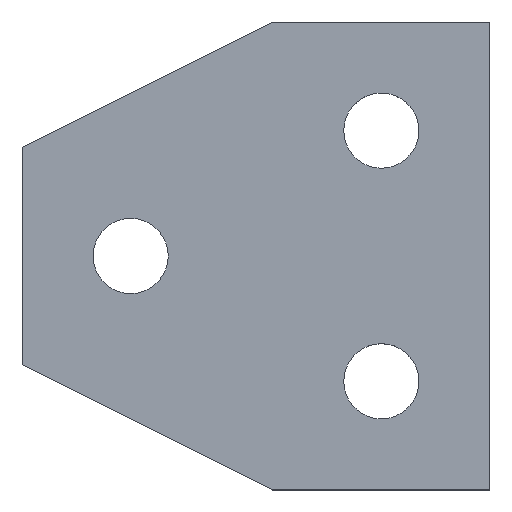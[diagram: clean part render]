
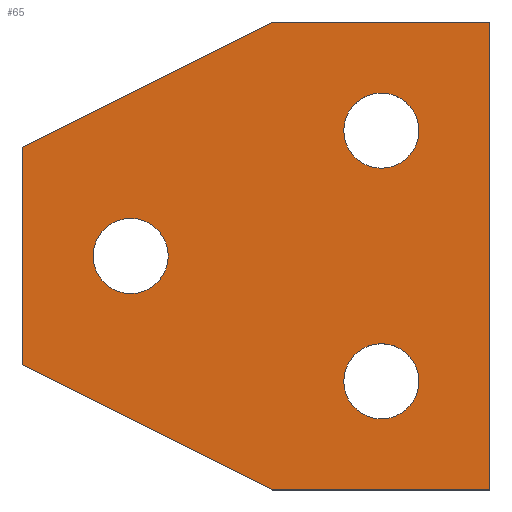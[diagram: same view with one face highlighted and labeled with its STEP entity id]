
A CAD part, top view. The second image highlights one B-rep face of the part: STEP entity #65.
In plain terms, the highlighted planar face has unit normal (0, 0, 1).
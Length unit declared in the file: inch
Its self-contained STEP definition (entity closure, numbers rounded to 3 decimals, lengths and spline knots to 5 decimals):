
#65=ADVANCED_FACE('',(#125,#126,#127,#128),#129,.T.);
#125=FACE_BOUND('',#196,.T.);
#126=FACE_BOUND('',#197,.T.);
#127=FACE_BOUND('',#198,.T.);
#128=FACE_OUTER_BOUND('',#199,.T.);
#129=PLANE('',#200);
#196=EDGE_LOOP('',(#278,#279));
#197=EDGE_LOOP('',(#280,#281));
#198=EDGE_LOOP('',(#282,#283));
#199=EDGE_LOOP('',(#284,#285,#286,#287,#288,#289));
#200=AXIS2_PLACEMENT_3D('',#290,#291,#292);
#278=ORIENTED_EDGE('',*,*,#398,.F.);
#279=ORIENTED_EDGE('',*,*,#386,.F.);
#280=ORIENTED_EDGE('',*,*,#399,.F.);
#281=ORIENTED_EDGE('',*,*,#400,.F.);
#282=ORIENTED_EDGE('',*,*,#378,.F.);
#283=ORIENTED_EDGE('',*,*,#401,.F.);
#284=ORIENTED_EDGE('',*,*,#402,.F.);
#285=ORIENTED_EDGE('',*,*,#388,.F.);
#286=ORIENTED_EDGE('',*,*,#403,.F.);
#287=ORIENTED_EDGE('',*,*,#393,.F.);
#288=ORIENTED_EDGE('',*,*,#404,.F.);
#289=ORIENTED_EDGE('',*,*,#405,.F.);
#290=CARTESIAN_POINT('',(1.16997,0.,0.25));
#291=DIRECTION('',(0.0,0.0,1.0));
#292=DIRECTION('',(1.0,0.0,0.0));
#378=EDGE_CURVE('',#429,#431,#432,.T.);
#386=EDGE_CURVE('',#443,#439,#445,.T.);
#388=EDGE_CURVE('',#447,#448,#449,.T.);
#393=EDGE_CURVE('',#456,#457,#458,.T.);
#398=EDGE_CURVE('',#439,#443,#465,.T.);
#399=EDGE_CURVE('',#466,#467,#468,.T.);
#400=EDGE_CURVE('',#467,#466,#469,.T.);
#401=EDGE_CURVE('',#431,#429,#470,.T.);
#402=EDGE_CURVE('',#448,#471,#472,.T.);
#403=EDGE_CURVE('',#457,#447,#473,.T.);
#404=EDGE_CURVE('',#474,#456,#475,.T.);
#405=EDGE_CURVE('',#471,#474,#476,.T.);
#429=VERTEX_POINT('',#504);
#431=VERTEX_POINT('',#507);
#432=CIRCLE('',#508,0.28125);
#439=VERTEX_POINT('',#516);
#443=VERTEX_POINT('',#521);
#445=CIRCLE('',#524,0.28125);
#447=VERTEX_POINT('',#526);
#448=VERTEX_POINT('',#527);
#449=LINE('',#528,#529);
#456=VERTEX_POINT('',#539);
#457=VERTEX_POINT('',#540);
#458=LINE('',#541,#542);
#465=CIRCLE('',#552,0.28125);
#466=VERTEX_POINT('',#553);
#467=VERTEX_POINT('',#554);
#468=CIRCLE('',#555,0.28125);
#469=CIRCLE('',#556,0.28125);
#470=CIRCLE('',#557,0.28125);
#471=VERTEX_POINT('',#558);
#472=LINE('',#559,#560);
#473=LINE('',#561,#562);
#474=VERTEX_POINT('',#563);
#475=LINE('',#564,#565);
#476=LINE('',#566,#567);
#504=CARTESIAN_POINT('',(2.15625,0.9375,0.25));
#507=CARTESIAN_POINT('',(1.59375,0.9375,0.25));
#508=AXIS2_PLACEMENT_3D('',#602,#603,#604);
#516=CARTESIAN_POINT('',(2.15625,-0.9375,0.25));
#521=CARTESIAN_POINT('',(1.59375,-0.9375,0.25));
#524=AXIS2_PLACEMENT_3D('',#614,#615,#616);
#526=CARTESIAN_POINT('',(2.6875,1.75,0.25));
#527=CARTESIAN_POINT('',(2.6875,-1.75,0.25));
#528=CARTESIAN_POINT('',(2.6875,1.75,0.25));
#529=VECTOR('',#617,1.0);
#539=CARTESIAN_POINT('',(-0.8125,0.8125,0.25));
#540=CARTESIAN_POINT('',(1.0625,1.75,0.25));
#541=CARTESIAN_POINT('',(-0.8125,0.8125,0.25));
#542=VECTOR('',#621,1.0);
#552=AXIS2_PLACEMENT_3D('',#625,#626,#627);
#553=CARTESIAN_POINT('',(0.28125,0.0,0.25));
#554=CARTESIAN_POINT('',(-0.28125,0.,0.25));
#555=AXIS2_PLACEMENT_3D('',#628,#629,#630);
#556=AXIS2_PLACEMENT_3D('',#631,#632,#633);
#557=AXIS2_PLACEMENT_3D('',#634,#635,#636);
#558=CARTESIAN_POINT('',(1.0625,-1.75,0.25));
#559=CARTESIAN_POINT('',(2.6875,-1.75,0.25));
#560=VECTOR('',#637,1.0);
#561=CARTESIAN_POINT('',(1.0625,1.75,0.25));
#562=VECTOR('',#638,1.0);
#563=CARTESIAN_POINT('',(-0.8125,-0.8125,0.25));
#564=CARTESIAN_POINT('',(-0.8125,-0.8125,0.25));
#565=VECTOR('',#639,1.0);
#566=CARTESIAN_POINT('',(1.0625,-1.75,0.25));
#567=VECTOR('',#640,1.0);
#602=CARTESIAN_POINT('',(1.875,0.9375,0.25));
#603=DIRECTION('',(0.0,0.0,1.0));
#604=DIRECTION('',(1.0,0.0,0.0));
#614=CARTESIAN_POINT('',(1.875,-0.9375,0.25));
#615=DIRECTION('',(0.0,0.0,1.0));
#616=DIRECTION('',(1.0,0.0,0.0));
#617=DIRECTION('',(0.,-1.0,0.0));
#621=DIRECTION('',(0.894,0.447,0.0));
#625=CARTESIAN_POINT('',(1.875,-0.9375,0.25));
#626=DIRECTION('',(0.0,0.0,1.0));
#627=DIRECTION('',(1.0,0.0,0.0));
#628=CARTESIAN_POINT('',(0.0,0.0,0.25));
#629=DIRECTION('',(0.0,0.0,1.0));
#630=DIRECTION('',(1.0,0.0,0.0));
#631=CARTESIAN_POINT('',(0.0,0.0,0.25));
#632=DIRECTION('',(0.0,0.0,1.0));
#633=DIRECTION('',(1.0,0.0,0.0));
#634=CARTESIAN_POINT('',(1.875,0.9375,0.25));
#635=DIRECTION('',(0.0,0.0,1.0));
#636=DIRECTION('',(1.0,0.0,0.0));
#637=DIRECTION('',(-1.0,0.,0.0));
#638=DIRECTION('',(1.0,0.,0.0));
#639=DIRECTION('',(0.,1.0,0.0));
#640=DIRECTION('',(-0.894,0.447,0.0));
